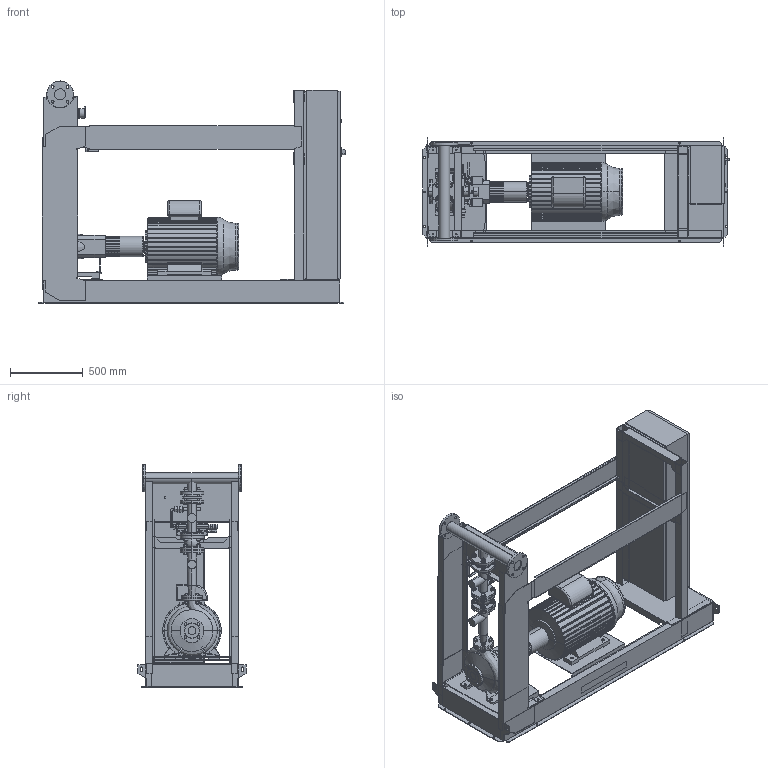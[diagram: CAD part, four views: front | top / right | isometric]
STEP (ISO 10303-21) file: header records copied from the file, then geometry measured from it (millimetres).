
FILE_DESCRIPTION((''),'2;1');
FILE_NAME('3d_Sifire-EN-32_250-257-30E-4183657.stp','2015-05-26T07:26:03',(''),(''),'Mechanical Desktop 2009','Mechanical Desktop 2009',', , ');
FILE_SCHEMA(('CONFIG_CONTROL_DESIGN'));
Length unit declared in the file: millimetre
Products named in the file (1): Product
Bounding box: 2105.5 x 744 x 1527.5 mm (x, y, z)
Volume: 260526861.5 mm3; surface area: 19171675.2 mm2
Topology: 97 solids, 97 shells, 2659 faces, 6546 edges, 4183 vertices
Faces by surface type: plane 1082, bspline 775, cylinder 506, cone 236, torus 52, sphere 8
Entity records: 86018 total; most frequent: CARTESIAN_POINT 26501, ORIENTED_EDGE 13080, DIRECTION 11162, EDGE_CURVE 6540, VERTEX_POINT 4182, VECTOR 3776, LINE 3776, AXIS2_PLACEMENT_3D 3693
